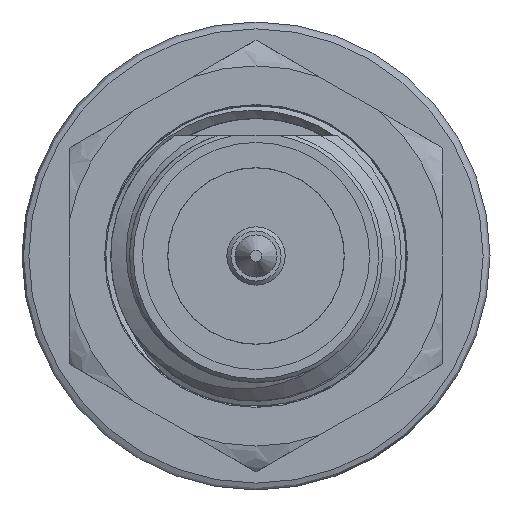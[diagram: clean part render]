
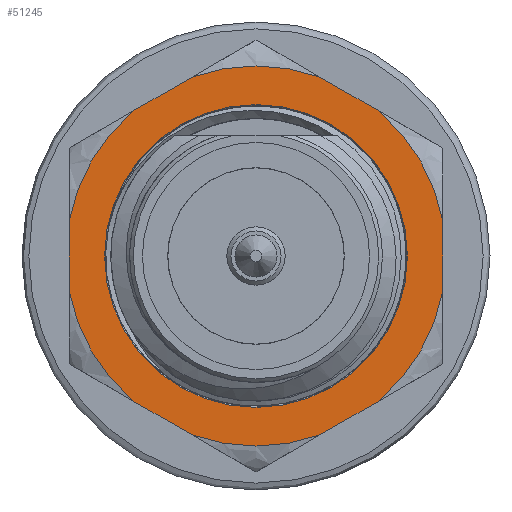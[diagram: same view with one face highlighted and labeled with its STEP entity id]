
A CAD part, front view. The second image highlights one B-rep face of the part: STEP entity #51245.
In plain terms, the highlighted planar face has unit normal (0, -1, 0).
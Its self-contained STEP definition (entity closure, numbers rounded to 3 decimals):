
#11281=CIRCLE('',#54618,3.3);
#11282=CIRCLE('',#54619,4.142);
#11283=CIRCLE('',#54620,4.142);
#11284=CIRCLE('',#54621,4.142);
#11285=CIRCLE('',#54622,4.142);
#11286=CIRCLE('',#54623,4.142);
#11287=CIRCLE('',#54624,4.142);
#17355=ORIENTED_EDGE('',*,*,#30851,.T.);
#17356=ORIENTED_EDGE('',*,*,#30852,.F.);
#17357=ORIENTED_EDGE('',*,*,#30853,.T.);
#17358=ORIENTED_EDGE('',*,*,#30854,.F.);
#17359=ORIENTED_EDGE('',*,*,#30855,.T.);
#17360=ORIENTED_EDGE('',*,*,#30856,.F.);
#17361=ORIENTED_EDGE('',*,*,#30857,.T.);
#17362=ORIENTED_EDGE('',*,*,#30858,.F.);
#17363=ORIENTED_EDGE('',*,*,#30859,.T.);
#17364=ORIENTED_EDGE('',*,*,#30860,.F.);
#17365=ORIENTED_EDGE('',*,*,#30861,.T.);
#17366=ORIENTED_EDGE('',*,*,#30862,.F.);
#17367=ORIENTED_EDGE('',*,*,#30863,.T.);
#30851=EDGE_CURVE('',#37666,#37666,#11281,.F.);
#30852=EDGE_CURVE('',#37667,#37668,#11282,.F.);
#30853=EDGE_CURVE('',#37667,#37669,#40661,.T.);
#30854=EDGE_CURVE('',#37670,#37669,#11283,.F.);
#30855=EDGE_CURVE('',#37670,#37671,#40662,.T.);
#30856=EDGE_CURVE('',#37672,#37671,#11284,.F.);
#30857=EDGE_CURVE('',#37672,#37673,#40663,.T.);
#30858=EDGE_CURVE('',#37674,#37673,#11285,.F.);
#30859=EDGE_CURVE('',#37674,#37675,#40664,.T.);
#30860=EDGE_CURVE('',#37676,#37675,#11286,.F.);
#30861=EDGE_CURVE('',#37676,#37677,#40665,.T.);
#30862=EDGE_CURVE('',#37678,#37677,#11287,.F.);
#30863=EDGE_CURVE('',#37678,#37668,#40666,.T.);
#37666=VERTEX_POINT('',#104581);
#37667=VERTEX_POINT('',#104583);
#37668=VERTEX_POINT('',#104584);
#37669=VERTEX_POINT('',#104586);
#37670=VERTEX_POINT('',#104588);
#37671=VERTEX_POINT('',#104590);
#37672=VERTEX_POINT('',#104592);
#37673=VERTEX_POINT('',#104594);
#37674=VERTEX_POINT('',#104596);
#37675=VERTEX_POINT('',#104598);
#37676=VERTEX_POINT('',#104600);
#37677=VERTEX_POINT('',#104602);
#37678=VERTEX_POINT('',#104604);
#40661=LINE('',#104585,#41077);
#40662=LINE('',#104589,#41078);
#40663=LINE('',#104593,#41079);
#40664=LINE('',#104597,#41080);
#40665=LINE('',#104601,#41081);
#40666=LINE('',#104605,#41082);
#41077=VECTOR('',#57085,1000.);
#41078=VECTOR('',#57088,1000.);
#41079=VECTOR('',#57091,1000.);
#41080=VECTOR('',#57094,1000.);
#41081=VECTOR('',#57097,1000.);
#41082=VECTOR('',#57100,1000.);
#42755=EDGE_LOOP('',(#17355));
#42756=EDGE_LOOP('',(#17356,#17357,#17358,#17359,#17360,#17361,#17362,#17363,
#17364,#17365,#17366,#17367));
#46906=FACE_BOUND('',#42755,.T.);
#46907=FACE_BOUND('',#42756,.T.);
#49665=PLANE('',#54617);
#51245=ADVANCED_FACE('',(#46906,#46907),#49665,.T.);
#54617=AXIS2_PLACEMENT_3D('',#104579,#57079,#57080);
#54618=AXIS2_PLACEMENT_3D('',#104580,#57081,#57082);
#54619=AXIS2_PLACEMENT_3D('',#104582,#57083,#57084);
#54620=AXIS2_PLACEMENT_3D('',#104587,#57086,#57087);
#54621=AXIS2_PLACEMENT_3D('',#104591,#57089,#57090);
#54622=AXIS2_PLACEMENT_3D('',#104595,#57092,#57093);
#54623=AXIS2_PLACEMENT_3D('',#104599,#57095,#57096);
#54624=AXIS2_PLACEMENT_3D('',#104603,#57098,#57099);
#57079=DIRECTION('',(0.,-1.,0.));
#57080=DIRECTION('',(1.,0.,0.));
#57081=DIRECTION('',(0.,-1.,0.));
#57082=DIRECTION('',(1.,0.,0.));
#57083=DIRECTION('',(0.,-1.,0.));
#57084=DIRECTION('',(1.,0.,0.));
#57085=DIRECTION('',(0.,0.,1.));
#57086=DIRECTION('',(0.,-1.,0.));
#57087=DIRECTION('',(1.,0.,0.));
#57088=DIRECTION('',(-0.866,0.,0.5));
#57089=DIRECTION('',(0.,-1.,0.));
#57090=DIRECTION('',(1.,0.,0.));
#57091=DIRECTION('',(-0.866,0.,-0.5));
#57092=DIRECTION('',(0.,-1.,0.));
#57093=DIRECTION('',(1.,0.,0.));
#57094=DIRECTION('',(0.,0.,-1.));
#57095=DIRECTION('',(0.,-1.,0.));
#57096=DIRECTION('',(1.,0.,0.));
#57097=DIRECTION('',(0.866,0.,-0.5));
#57098=DIRECTION('',(0.,-1.,0.));
#57099=DIRECTION('',(1.,0.,0.));
#57100=DIRECTION('',(0.866,0.,0.5));
#104579=CARTESIAN_POINT('',(0.,-75.6,0.));
#104580=CARTESIAN_POINT('',(0.,-75.6,0.));
#104581=CARTESIAN_POINT('',(3.3,-75.6,0.));
#104582=CARTESIAN_POINT('',(0.,-75.6,0.));
#104583=CARTESIAN_POINT('',(4.075,-75.6,-0.744));
#104584=CARTESIAN_POINT('',(2.682,-75.6,-3.157));
#104585=CARTESIAN_POINT('',(4.075,-75.6,-2.353));
#104586=CARTESIAN_POINT('',(4.075,-75.6,0.744));
#104587=CARTESIAN_POINT('',(0.,-75.6,0.));
#104588=CARTESIAN_POINT('',(2.682,-75.6,3.157));
#104589=CARTESIAN_POINT('',(4.075,-75.6,2.353));
#104590=CARTESIAN_POINT('',(1.393,-75.6,3.901));
#104591=CARTESIAN_POINT('',(0.,-75.6,0.));
#104592=CARTESIAN_POINT('',(-1.393,-75.6,3.901));
#104593=CARTESIAN_POINT('',(0.,-75.6,4.705));
#104594=CARTESIAN_POINT('',(-2.682,-75.6,3.157));
#104595=CARTESIAN_POINT('',(0.,-75.6,0.));
#104596=CARTESIAN_POINT('',(-4.075,-75.6,0.744));
#104597=CARTESIAN_POINT('',(-4.075,-75.6,2.353));
#104598=CARTESIAN_POINT('',(-4.075,-75.6,-0.744));
#104599=CARTESIAN_POINT('',(0.,-75.6,0.));
#104600=CARTESIAN_POINT('',(-2.682,-75.6,-3.157));
#104601=CARTESIAN_POINT('',(-4.075,-75.6,-2.353));
#104602=CARTESIAN_POINT('',(-1.393,-75.6,-3.901));
#104603=CARTESIAN_POINT('',(0.,-75.6,0.));
#104604=CARTESIAN_POINT('',(1.393,-75.6,-3.901));
#104605=CARTESIAN_POINT('',(0.,-75.6,-4.705));
